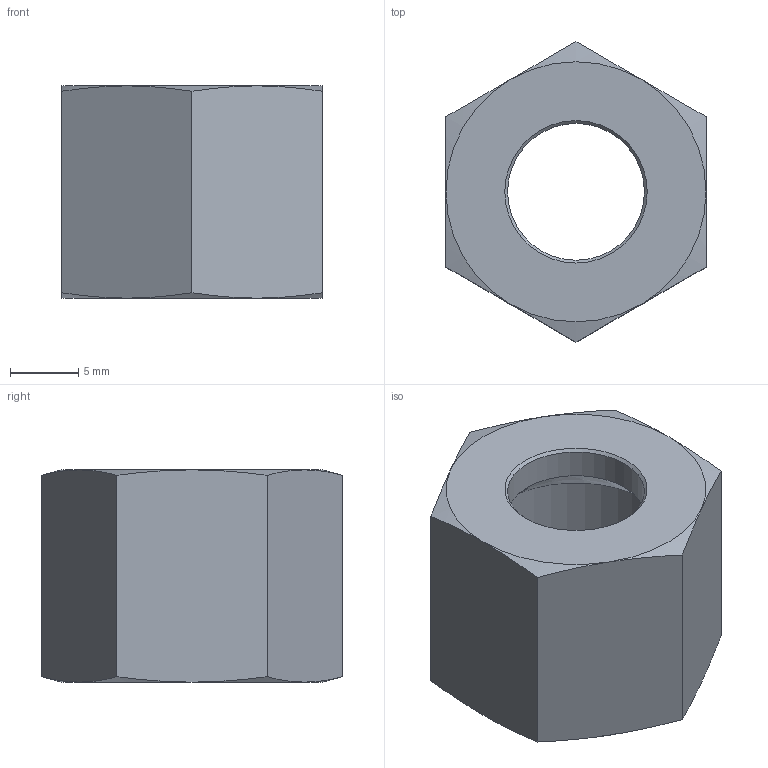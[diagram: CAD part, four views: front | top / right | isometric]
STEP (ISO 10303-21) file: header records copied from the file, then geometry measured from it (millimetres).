
FILE_DESCRIPTION((''),'2;1');
FILE_NAME('3911016.stp','2014-07-30T09:52:05',(''),('KNOMI spol. s r. o.'),'Autodesk Inventor 2012','Autodesk Inventor 2012','');
FILE_SCHEMA(('AUTOMOTIVE_DESIGN { 1 2 10303 214 0 1 1 1 }'));
Length unit declared in the file: millimetre
Products named in the file (1): M2 10L  M16   Tr.10 Js08
Bounding box: 19 x 21.94 x 15.5 mm (x, y, z)
Volume: 2597.8 mm3; surface area: 2053.4 mm2
Topology: 1 solids, 1 shells, 25 faces, 55 edges, 32 vertices
Faces by surface type: cone 15, plane 8, cylinder 2
Full cylindrical faces by diameter (mm): 10 x1, 14.376 x1
Entity records: 638 total; most frequent: CARTESIAN_POINT 152, ORIENTED_EDGE 96, DIRECTION 94, EDGE_CURVE 48, AXIS2_PLACEMENT_3D 44, EDGE_LOOP 32, VERTEX_POINT 30, FACE_OUTER_BOUND 25
